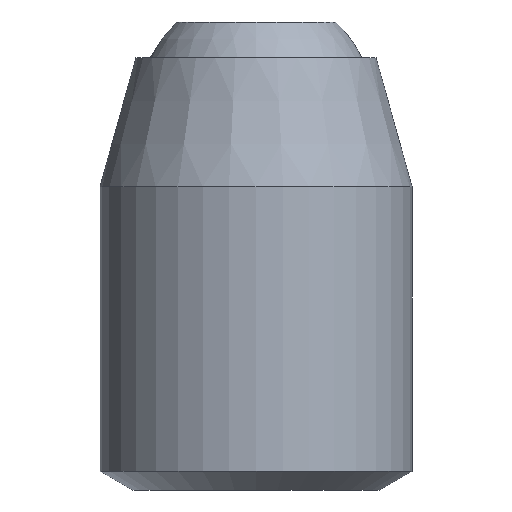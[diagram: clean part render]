
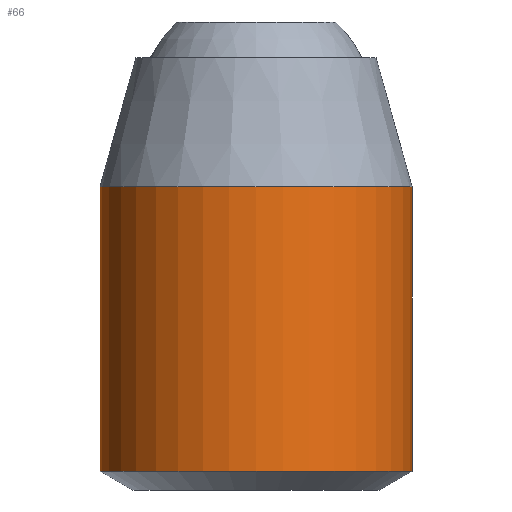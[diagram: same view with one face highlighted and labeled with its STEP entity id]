
A CAD part, front view. The second image highlights one B-rep face of the part: STEP entity #66.
In plain terms, the highlighted cylindrical face has radius 10 mm (diameter 20 mm), a full revolution.
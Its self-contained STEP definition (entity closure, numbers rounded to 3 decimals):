
#66 = ADVANCED_FACE( '', ( #137, #138 ), #139, .T. );
#137 = FACE_OUTER_BOUND( '', #211, .T. );
#138 = FACE_OUTER_BOUND( '', #212, .T. );
#139 = CYLINDRICAL_SURFACE( '', #213, 10. );
#211 = EDGE_LOOP( '', ( #328 ) );
#212 = EDGE_LOOP( '', ( #329 ) );
#213 = AXIS2_PLACEMENT_3D( '', #330, #331, #332 );
#328 = ORIENTED_EDGE( '', *, *, #437, .T. );
#329 = ORIENTED_EDGE( '', *, *, #397, .T. );
#330 = CARTESIAN_POINT( '', ( 0., 0., 27.7 ) );
#331 = DIRECTION( '', ( 0., 0., 1. ) );
#332 = DIRECTION( '', ( -1., 0., 0. ) );
#397 = EDGE_CURVE( '', #455, #455, #456, .T. );
#437 = EDGE_CURVE( '', #516, #516, #517, .T. );
#455 = VERTEX_POINT( '', #535 );
#456 = CIRCLE( '', #536, 10. );
#516 = VERTEX_POINT( '', #617 );
#517 = CIRCLE( '', #618, 10. );
#535 = CARTESIAN_POINT( '', ( -10., 0., 19.434 ) );
#536 = AXIS2_PLACEMENT_3D( '', #639, #640, #641 );
#617 = CARTESIAN_POINT( '', ( 10., 0., 1.2 ) );
#618 = AXIS2_PLACEMENT_3D( '', #684, #685, #686 );
#639 = CARTESIAN_POINT( '', ( 0., 0., 19.434 ) );
#640 = DIRECTION( '', ( 0., 0., -1. ) );
#641 = DIRECTION( '', ( -1., 0., 0. ) );
#684 = CARTESIAN_POINT( '', ( 0., 0., 1.2 ) );
#685 = DIRECTION( '', ( 0., 0., 1. ) );
#686 = DIRECTION( '', ( 1., 0., 0. ) );
